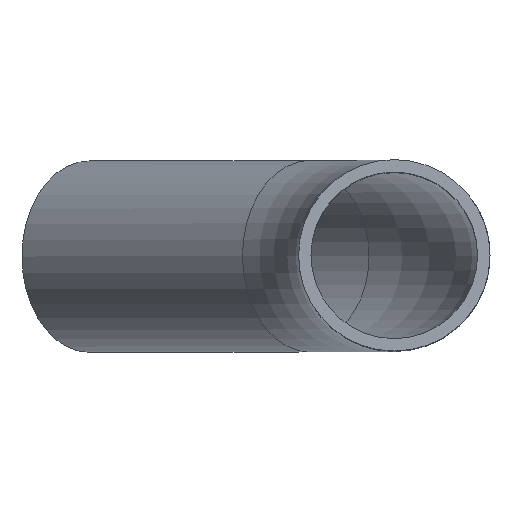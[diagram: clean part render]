
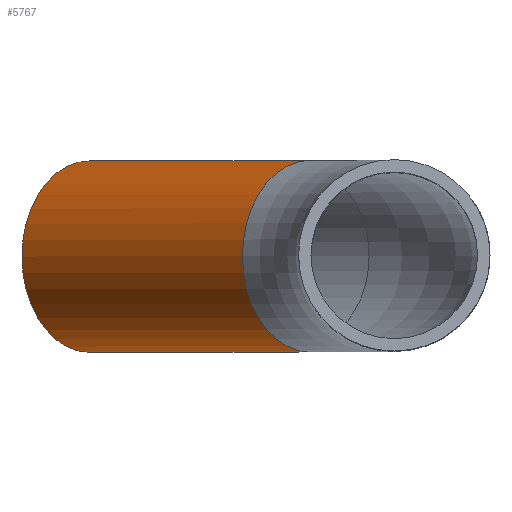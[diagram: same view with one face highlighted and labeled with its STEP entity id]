
A CAD part, top view. The second image highlights one B-rep face of the part: STEP entity #5767.
In plain terms, the highlighted cylindrical face has radius 12.7 mm (diameter 25.4 mm), a full revolution.
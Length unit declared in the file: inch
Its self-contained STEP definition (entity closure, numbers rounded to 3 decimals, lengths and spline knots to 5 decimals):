
#71=FACE_BOUND('',#1025,.T.);
#674=FACE_OUTER_BOUND('',#1024,.T.);
#1024=EDGE_LOOP('',(#5391));
#1025=EDGE_LOOP('',(#5392));
#1478=CIRCLE('',#6069,0.5);
#1479=CIRCLE('',#6070,0.5);
#2826=VERTEX_POINT('',#13018);
#2827=VERTEX_POINT('',#13020);
#3683=EDGE_CURVE('',#2826,#2826,#1478,.T.);
#3684=EDGE_CURVE('',#2827,#2827,#1479,.T.);
#5391=ORIENTED_EDGE('',*,*,#3683,.T.);
#5392=ORIENTED_EDGE('',*,*,#3684,.F.);
#5430=CYLINDRICAL_SURFACE('',#6068,0.5);
#5767=ADVANCED_FACE('',(#674,#71),#5430,.T.);
#6068=AXIS2_PLACEMENT_3D('',#13017,#7051,#7052);
#6069=AXIS2_PLACEMENT_3D('',#13019,#7053,#7054);
#6070=AXIS2_PLACEMENT_3D('',#13021,#7055,#7056);
#7051=DIRECTION('center_axis',(-0.707,0.,
-0.707));
#7052=DIRECTION('ref_axis',(0.707,0.,-0.707));
#7053=DIRECTION('center_axis',(0.707,0.,
0.707));
#7054=DIRECTION('ref_axis',(0.707,0.,-0.707));
#7055=DIRECTION('center_axis',(0.707,0.,
0.707));
#7056=DIRECTION('ref_axis',(-0.707,0.,0.707));
#13017=CARTESIAN_POINT('Origin',(-0.43934,0.,
-1.06066));
#13018=CARTESIAN_POINT('',(-1.94454,0.,-1.85876));
#13019=CARTESIAN_POINT('Origin',(-1.59099,0.,
-2.21231));
#13020=CARTESIAN_POINT('',(-0.43934,-0.5,-1.06066));
#13021=CARTESIAN_POINT('Origin',(-0.43934,0.,
-1.06066));
